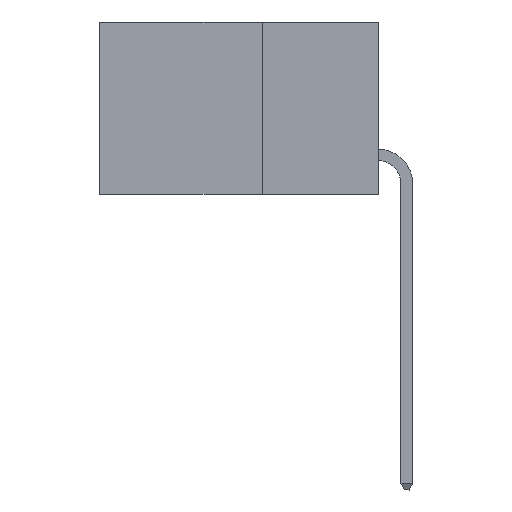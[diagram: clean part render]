
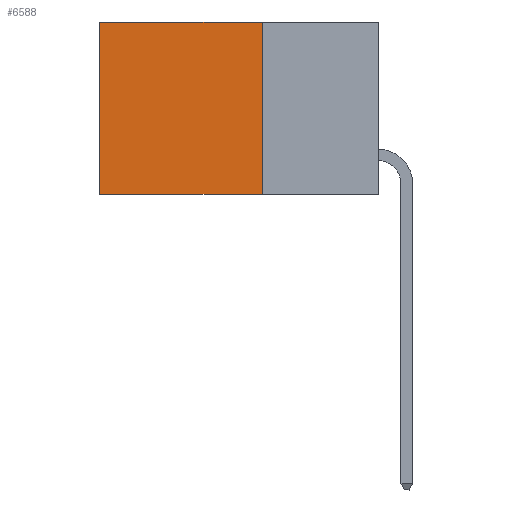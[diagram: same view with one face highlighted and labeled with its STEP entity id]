
A CAD part, left-side view. The second image highlights one B-rep face of the part: STEP entity #6588.
In plain terms, the highlighted planar face has unit normal (-1, 0, 0).
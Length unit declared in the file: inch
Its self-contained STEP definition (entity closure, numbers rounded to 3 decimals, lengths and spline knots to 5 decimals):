
#1036 = VECTOR ( 'NONE', #9426, 39.37008 ) ;
#1038 = CARTESIAN_POINT ( 'NONE',  ( 0.2615, 0.6, -0.37 ) ) ;
#1109 = CARTESIAN_POINT ( 'NONE',  ( 0.2615, 0.25, -0.37 ) ) ;
#1749 = DIRECTION ( 'NONE',  ( 1., 0., 0. ) ) ;
#1785 = LINE ( 'NONE', #1038, #2665 ) ;
#2056 = CARTESIAN_POINT ( 'NONE',  ( 0.2615, 0.6, -0.37 ) ) ;
#2665 = VECTOR ( 'NONE', #5217, 39.37008 ) ;
#3140 = DIRECTION ( 'NONE',  ( 0., 0., -1. ) ) ;
#3299 = EDGE_CURVE ( 'NONE', #8469, #7115, #4742, .T. ) ;
#3385 = VERTEX_POINT ( 'NONE', #9998 ) ;
#3388 = EDGE_CURVE ( 'NONE', #3385, #3594, #1785, .T. ) ;
#3594 = VERTEX_POINT ( 'NONE', #2056 ) ;
#3869 = VECTOR ( 'NONE', #3140, 39.37008 ) ;
#4742 = LINE ( 'NONE', #7204, #3869 ) ;
#5132 = EDGE_LOOP ( 'NONE', ( #10228, #9354, #5746, #6937 ) ) ;
#5184 = LINE ( 'NONE', #1109, #1036 ) ;
#5217 = DIRECTION ( 'NONE',  ( 0., 0., -1. ) ) ;
#5746 = ORIENTED_EDGE ( 'NONE', *, *, #3299, .F. ) ;
#5915 = CARTESIAN_POINT ( 'NONE',  ( 0.2615, 0.25, 0. ) ) ;
#6588 = ADVANCED_FACE ( 'NONE', ( #8250 ), #10058, .F. ) ;
#6910 = EDGE_CURVE ( 'NONE', #8469, #3385, #7096, .T. ) ;
#6937 = ORIENTED_EDGE ( 'NONE', *, *, #6910, .T. ) ;
#7096 = LINE ( 'NONE', #7927, #9928 ) ;
#7115 = VERTEX_POINT ( 'NONE', #8186 ) ;
#7204 = CARTESIAN_POINT ( 'NONE',  ( 0.2615, 0.25, -0.37 ) ) ;
#7431 = CARTESIAN_POINT ( 'NONE',  ( 0.2615, 0.25, -0.37 ) ) ;
#7927 = CARTESIAN_POINT ( 'NONE',  ( 0.2615, 0.25, 0. ) ) ;
#8008 = EDGE_CURVE ( 'NONE', #7115, #3594, #5184, .T. ) ;
#8028 = DIRECTION ( 'NONE',  ( 0., 1., 0. ) ) ;
#8186 = CARTESIAN_POINT ( 'NONE',  ( 0.2615, 0.25, -0.37 ) ) ;
#8250 = FACE_OUTER_BOUND ( 'NONE', #5132, .T. ) ;
#8469 = VERTEX_POINT ( 'NONE', #5915 ) ;
#9244 = AXIS2_PLACEMENT_3D ( 'NONE', #7431, #1749, #9962 ) ;
#9354 = ORIENTED_EDGE ( 'NONE', *, *, #8008, .F. ) ;
#9426 = DIRECTION ( 'NONE',  ( 0., 1., 0. ) ) ;
#9928 = VECTOR ( 'NONE', #8028, 39.37008 ) ;
#9962 = DIRECTION ( 'NONE',  ( 0., 0., -1. ) ) ;
#9998 = CARTESIAN_POINT ( 'NONE',  ( 0.2615, 0.6, 0. ) ) ;
#10058 = PLANE ( 'NONE',  #9244 ) ;
#10228 = ORIENTED_EDGE ( 'NONE', *, *, #3388, .T. ) ;
